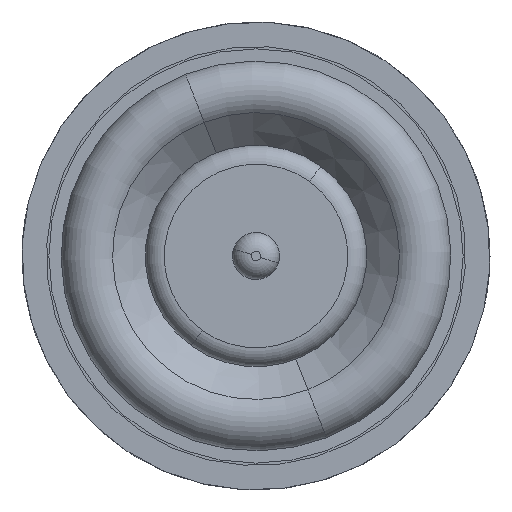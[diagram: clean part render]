
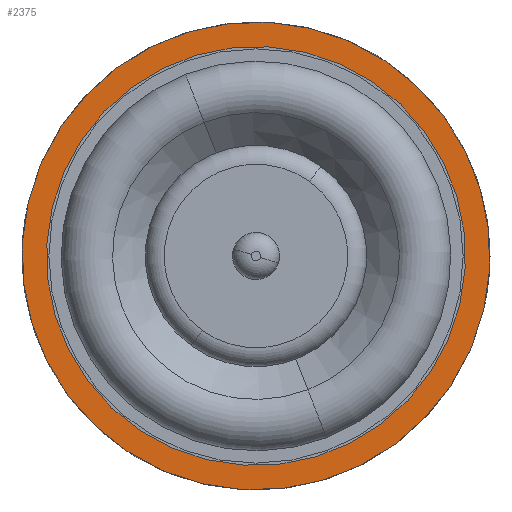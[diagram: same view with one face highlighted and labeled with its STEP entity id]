
A CAD part, front view. The second image highlights one B-rep face of the part: STEP entity #2375.
In plain terms, the highlighted planar face has unit normal (0, -1, 0).
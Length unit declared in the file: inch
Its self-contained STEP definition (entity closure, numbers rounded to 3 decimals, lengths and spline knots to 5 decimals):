
#102 = CARTESIAN_POINT ( 'NONE',  ( -0.26863, -2.30559, 0.05181 ) ) ;
#129 = CARTESIAN_POINT ( 'NONE',  ( 0.18943, -2.30559, -0.05786 ) ) ;
#176 = CARTESIAN_POINT ( 'NONE',  ( -0.29391, -2.30559, 0.05786 ) ) ;
#198 = CARTESIAN_POINT ( 'NONE',  ( 0.16414, -2.30559, -0.05181 ) ) ;
#278 = FACE_BOUND ( 'NONE', #2294, .T. ) ;
#306 = CARTESIAN_POINT ( 'NONE',  ( -0.05224, -2.30559, 0. ) ) ;
#324 = DIRECTION ( 'NONE',  ( 0., 1., 0. ) ) ;
#326 = DIRECTION ( 'NONE',  ( 0.973, 0., -0.233 ) ) ;
#328 = FACE_OUTER_BOUND ( 'NONE', #1992, .T. ) ;
#335 = PLANE ( 'NONE',  #1741 ) ;
#799 = CIRCLE ( 'NONE', #809, 0.2225 ) ;
#809 = AXIS2_PLACEMENT_3D ( 'NONE', #2433, #2448, #2486 ) ;
#841 = CIRCLE ( 'NONE', #862, 0.2485 ) ;
#862 = AXIS2_PLACEMENT_3D ( 'NONE', #1375, #1379, #1401 ) ;
#872 = AXIS2_PLACEMENT_3D ( 'NONE', #2427, #2456, #2458 ) ;
#883 = CIRCLE ( 'NONE', #910, 0.2485 ) ;
#897 = CIRCLE ( 'NONE', #872, 0.2225 ) ;
#910 = AXIS2_PLACEMENT_3D ( 'NONE', #2582, #2545, #2510 ) ;
#1134 = ORIENTED_EDGE ( 'NONE', *, *, #1798, .T. ) ;
#1289 = ORIENTED_EDGE ( 'NONE', *, *, #1833, .F. ) ;
#1375 = CARTESIAN_POINT ( 'NONE',  ( -0.05224, -2.30559, 0. ) ) ;
#1379 = DIRECTION ( 'NONE',  ( 0., 1., 0. ) ) ;
#1401 = DIRECTION ( 'NONE',  ( 0.973, 0., -0.233 ) ) ;
#1741 = AXIS2_PLACEMENT_3D ( 'NONE', #306, #324, #326 ) ;
#1785 = EDGE_CURVE ( 'NONE', #2122, #2002, #799, .T. ) ;
#1798 = EDGE_CURVE ( 'NONE', #2002, #2122, #897, .T. ) ;
#1818 = EDGE_CURVE ( 'NONE', #1977, #2225, #883, .T. ) ;
#1833 = EDGE_CURVE ( 'NONE', #2225, #1977, #841, .T. ) ;
#1977 = VERTEX_POINT ( 'NONE', #129 ) ;
#1990 = ORIENTED_EDGE ( 'NONE', *, *, #1818, .F. ) ;
#1992 = EDGE_LOOP ( 'NONE', ( #1289, #1990 ) ) ;
#2002 = VERTEX_POINT ( 'NONE', #102 ) ;
#2122 = VERTEX_POINT ( 'NONE', #198 ) ;
#2225 = VERTEX_POINT ( 'NONE', #176 ) ;
#2242 = ORIENTED_EDGE ( 'NONE', *, *, #1785, .T. ) ;
#2294 = EDGE_LOOP ( 'NONE', ( #1134, #2242 ) ) ;
#2375 = ADVANCED_FACE ( 'NONE', ( #328, #278 ), #335, .F. ) ;
#2427 = CARTESIAN_POINT ( 'NONE',  ( -0.05224, -2.30559, 0. ) ) ;
#2433 = CARTESIAN_POINT ( 'NONE',  ( -0.05224, -2.30559, 0. ) ) ;
#2448 = DIRECTION ( 'NONE',  ( 0., 1., 0. ) ) ;
#2456 = DIRECTION ( 'NONE',  ( 0., 1., 0. ) ) ;
#2458 = DIRECTION ( 'NONE',  ( 0.973, 0., -0.233 ) ) ;
#2486 = DIRECTION ( 'NONE',  ( 0.973, 0., -0.233 ) ) ;
#2510 = DIRECTION ( 'NONE',  ( 0.973, 0., -0.233 ) ) ;
#2545 = DIRECTION ( 'NONE',  ( 0., 1., 0. ) ) ;
#2582 = CARTESIAN_POINT ( 'NONE',  ( -0.05224, -2.30559, 0. ) ) ;
